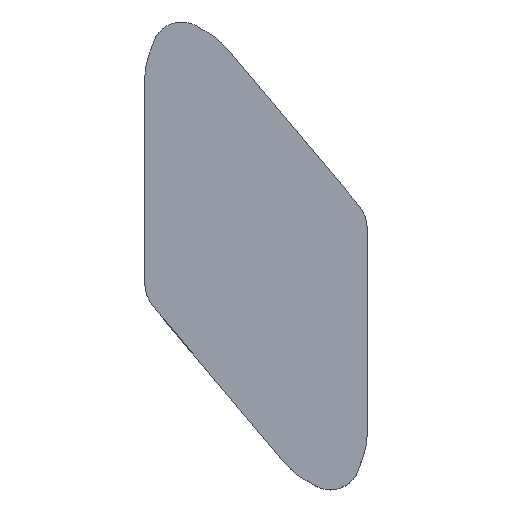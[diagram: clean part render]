
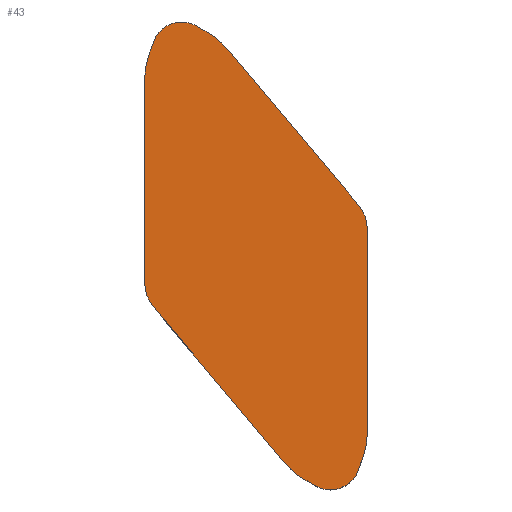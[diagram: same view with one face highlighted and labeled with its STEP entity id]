
A CAD part, top view. The second image highlights one B-rep face of the part: STEP entity #43.
In plain terms, the highlighted planar face has unit normal (0, 0, 1).
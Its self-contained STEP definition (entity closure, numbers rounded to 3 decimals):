
#43=ADVANCED_FACE('',(#71),#61,.T.);
#61=PLANE('',#401);
#71=FACE_OUTER_BOUND('',#89,.T.);
#89=EDGE_LOOP('',(#123,#124,#125,#126,#127,#128,#129,#130,#131,#132,#133,
#134,#135,#136,#137,#138));
#107=CIRCLE('',#393,4.);
#108=CIRCLE('',#394,2.);
#109=CIRCLE('',#395,4.);
#110=CIRCLE('',#396,1.6);
#111=CIRCLE('',#397,4.);
#112=CIRCLE('',#398,2.);
#113=CIRCLE('',#399,4.);
#114=CIRCLE('',#400,1.6);
#123=ORIENTED_EDGE('',*,*,#251,.F.);
#124=ORIENTED_EDGE('',*,*,#252,.F.);
#125=ORIENTED_EDGE('',*,*,#253,.F.);
#126=ORIENTED_EDGE('',*,*,#254,.F.);
#127=ORIENTED_EDGE('',*,*,#255,.F.);
#128=ORIENTED_EDGE('',*,*,#256,.F.);
#129=ORIENTED_EDGE('',*,*,#257,.F.);
#130=ORIENTED_EDGE('',*,*,#258,.F.);
#131=ORIENTED_EDGE('',*,*,#259,.F.);
#132=ORIENTED_EDGE('',*,*,#260,.F.);
#133=ORIENTED_EDGE('',*,*,#261,.F.);
#134=ORIENTED_EDGE('',*,*,#262,.F.);
#135=ORIENTED_EDGE('',*,*,#263,.F.);
#136=ORIENTED_EDGE('',*,*,#264,.F.);
#137=ORIENTED_EDGE('',*,*,#265,.F.);
#138=ORIENTED_EDGE('',*,*,#266,.F.);
#219=VERTEX_POINT('',#669);
#220=VERTEX_POINT('',#670);
#221=VERTEX_POINT('',#672);
#222=VERTEX_POINT('',#674);
#223=VERTEX_POINT('',#676);
#224=VERTEX_POINT('',#678);
#225=VERTEX_POINT('',#680);
#226=VERTEX_POINT('',#682);
#227=VERTEX_POINT('',#684);
#228=VERTEX_POINT('',#686);
#229=VERTEX_POINT('',#688);
#230=VERTEX_POINT('',#690);
#231=VERTEX_POINT('',#692);
#232=VERTEX_POINT('',#694);
#233=VERTEX_POINT('',#696);
#234=VERTEX_POINT('',#698);
#251=EDGE_CURVE('',#219,#220,#299,.T.);
#252=EDGE_CURVE('',#221,#219,#107,.T.);
#253=EDGE_CURVE('',#222,#221,#300,.T.);
#254=EDGE_CURVE('',#223,#222,#108,.T.);
#255=EDGE_CURVE('',#224,#223,#301,.T.);
#256=EDGE_CURVE('',#225,#224,#109,.T.);
#257=EDGE_CURVE('',#226,#225,#302,.T.);
#258=EDGE_CURVE('',#227,#226,#110,.T.);
#259=EDGE_CURVE('',#228,#227,#303,.T.);
#260=EDGE_CURVE('',#229,#228,#111,.T.);
#261=EDGE_CURVE('',#230,#229,#304,.T.);
#262=EDGE_CURVE('',#231,#230,#112,.T.);
#263=EDGE_CURVE('',#232,#231,#305,.T.);
#264=EDGE_CURVE('',#233,#232,#113,.T.);
#265=EDGE_CURVE('',#234,#233,#306,.T.);
#266=EDGE_CURVE('',#220,#234,#114,.T.);
#299=LINE('',#668,#331);
#300=LINE('',#673,#332);
#301=LINE('',#677,#333);
#302=LINE('',#681,#334);
#303=LINE('',#685,#335);
#304=LINE('',#689,#336);
#305=LINE('',#693,#337);
#306=LINE('',#697,#338);
#331=VECTOR('',#433,1.);
#332=VECTOR('',#436,1.);
#333=VECTOR('',#439,1.);
#334=VECTOR('',#442,1.);
#335=VECTOR('',#445,1.);
#336=VECTOR('',#448,1.);
#337=VECTOR('',#451,1.);
#338=VECTOR('',#454,1.);
#393=AXIS2_PLACEMENT_3D('',#671,#434,#435);
#394=AXIS2_PLACEMENT_3D('',#675,#437,#438);
#395=AXIS2_PLACEMENT_3D('',#679,#440,#441);
#396=AXIS2_PLACEMENT_3D('',#683,#443,#444);
#397=AXIS2_PLACEMENT_3D('',#687,#446,#447);
#398=AXIS2_PLACEMENT_3D('',#691,#449,#450);
#399=AXIS2_PLACEMENT_3D('',#695,#452,#453);
#400=AXIS2_PLACEMENT_3D('',#699,#455,#456);
#401=AXIS2_PLACEMENT_3D('',#700,#457,#458);
#433=DIRECTION('',(0.342,0.94,0.));
#434=DIRECTION('',(0.,0.,-1.));
#435=DIRECTION('',(1.,0.,0.));
#436=DIRECTION('',(0.,1.,0.));
#437=DIRECTION('',(0.,0.,-1.));
#438=DIRECTION('',(1.,0.,0.));
#439=DIRECTION('',(-0.643,0.766,0.));
#440=DIRECTION('',(0.,0.,-1.));
#441=DIRECTION('',(1.,0.,0.));
#442=DIRECTION('',(-0.866,0.5,0.));
#443=DIRECTION('',(0.,0.,-1.));
#444=DIRECTION('',(1.,0.,0.));
#445=DIRECTION('',(-0.342,-0.94,0.));
#446=DIRECTION('',(0.,0.,-1.));
#447=DIRECTION('',(1.,0.,0.));
#448=DIRECTION('',(0.,-1.,0.));
#449=DIRECTION('',(0.,0.,-1.));
#450=DIRECTION('',(1.,0.,0.));
#451=DIRECTION('',(0.643,-0.766,0.));
#452=DIRECTION('',(0.,0.,-1.));
#453=DIRECTION('',(1.,0.,0.));
#454=DIRECTION('',(0.866,-0.5,0.));
#455=DIRECTION('',(0.,0.,-1.));
#456=DIRECTION('',(1.,0.,0.));
#457=DIRECTION('',(0.,0.,1.));
#458=DIRECTION('',(1.,0.,0.));
#668=CARTESIAN_POINT('',(-5.512,11.559,0.));
#669=CARTESIAN_POINT('',(-5.759,10.88,0.));
#670=CARTESIAN_POINT('',(-5.512,11.559,0.));
#671=CARTESIAN_POINT('',(-2.,9.512,0.));
#672=CARTESIAN_POINT('',(-6.,9.512,0.));
#673=CARTESIAN_POINT('',(-6.,-16.,0.));
#674=CARTESIAN_POINT('',(-6.,-1.456,0.));
#675=CARTESIAN_POINT('',(-4.,-1.456,0.));
#676=CARTESIAN_POINT('',(-5.532,-2.741,0.));
#677=CARTESIAN_POINT('',(-14.881,8.4,0.));
#678=CARTESIAN_POINT('',(1.518,-11.143,0.));
#679=CARTESIAN_POINT('',(4.582,-8.572,0.));
#680=CARTESIAN_POINT('',(2.582,-12.036,0.));
#681=CARTESIAN_POINT('',(3.208,-12.398,0.));
#682=CARTESIAN_POINT('',(3.208,-12.398,0.));
#683=CARTESIAN_POINT('',(4.008,-11.012,0.));
#684=CARTESIAN_POINT('',(5.512,-11.559,0.));
#685=CARTESIAN_POINT('',(5.512,-11.559,0.));
#686=CARTESIAN_POINT('',(5.759,-10.88,0.));
#687=CARTESIAN_POINT('',(2.,-9.512,0.));
#688=CARTESIAN_POINT('',(6.,-9.512,0.));
#689=CARTESIAN_POINT('',(6.,16.,0.));
#690=CARTESIAN_POINT('',(6.,1.456,0.));
#691=CARTESIAN_POINT('',(4.,1.456,0.));
#692=CARTESIAN_POINT('',(5.532,2.741,0.));
#693=CARTESIAN_POINT('',(14.881,-8.4,0.));
#694=CARTESIAN_POINT('',(-1.518,11.143,0.));
#695=CARTESIAN_POINT('',(-4.582,8.572,0.));
#696=CARTESIAN_POINT('',(-2.582,12.036,0.));
#697=CARTESIAN_POINT('',(-3.208,12.398,0.));
#698=CARTESIAN_POINT('',(-3.208,12.398,0.));
#699=CARTESIAN_POINT('',(-4.008,11.012,0.));
#700=CARTESIAN_POINT('',(0.,0.,0.));
